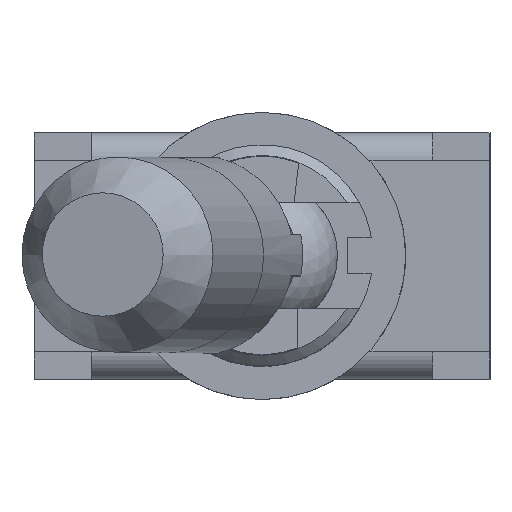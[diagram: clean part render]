
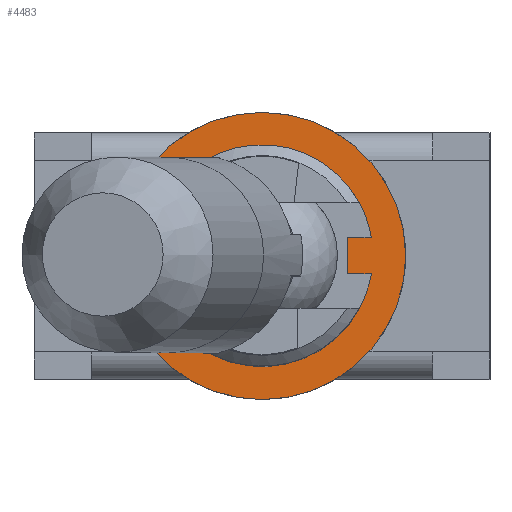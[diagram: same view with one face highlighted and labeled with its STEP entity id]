
A CAD part, top view. The second image highlights one B-rep face of the part: STEP entity #4483.
In plain terms, the highlighted planar face has unit normal (0, 0, 1).
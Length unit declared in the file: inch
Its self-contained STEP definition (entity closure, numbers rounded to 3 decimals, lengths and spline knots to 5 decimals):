
#28=FACE_BOUND('',#732,.T.);
#172=PLANE('',#4877);
#468=FACE_OUTER_BOUND('',#731,.T.);
#731=EDGE_LOOP('',(#3692));
#732=EDGE_LOOP('',(#3693,#3694,#3695,#3696));
#1094=LINE('',#7358,#1578);
#1095=LINE('',#7361,#1579);
#1099=LINE('',#7369,#1583);
#1578=VECTOR('',#5752,0.3937);
#1579=VECTOR('',#5755,0.3937);
#1583=VECTOR('',#5761,0.3937);
#1919=CIRCLE('',#4878,0.15748);
#1920=CIRCLE('',#4879,0.12146);
#2199=VERTEX_POINT('',#7352);
#2201=VERTEX_POINT('',#7356);
#2202=VERTEX_POINT('',#7360);
#2204=VERTEX_POINT('',#7366);
#2206=VERTEX_POINT('',#7372);
#2730=EDGE_CURVE('',#2201,#2199,#1094,.T.);
#2731=EDGE_CURVE('',#2202,#2201,#1095,.T.);
#2735=EDGE_CURVE('',#2204,#2202,#1099,.T.);
#2737=EDGE_CURVE('',#2206,#2206,#1919,.T.);
#2738=EDGE_CURVE('',#2199,#2204,#1920,.T.);
#3692=ORIENTED_EDGE('',*,*,#2737,.T.);
#3693=ORIENTED_EDGE('',*,*,#2738,.F.);
#3694=ORIENTED_EDGE('',*,*,#2730,.F.);
#3695=ORIENTED_EDGE('',*,*,#2731,.F.);
#3696=ORIENTED_EDGE('',*,*,#2735,.F.);
#4483=ADVANCED_FACE('',(#468,#28),#172,.T.);
#4877=AXIS2_PLACEMENT_3D('',#7371,#5763,#5764);
#4878=AXIS2_PLACEMENT_3D('',#7373,#5765,#5766);
#4879=AXIS2_PLACEMENT_3D('',#7374,#5767,#5768);
#5752=DIRECTION('',(1.,0.,0.));
#5755=DIRECTION('',(0.,1.,0.));
#5761=DIRECTION('',(-1.,0.,0.));
#5763=DIRECTION('center_axis',(0.,0.,
1.));
#5764=DIRECTION('ref_axis',(1.,0.,0.));
#5765=DIRECTION('center_axis',(0.,0.,
1.));
#5766=DIRECTION('ref_axis',(1.,0.,0.));
#5767=DIRECTION('center_axis',(0.,0.,
1.));
#5768=DIRECTION('ref_axis',(-0.986,-0.165,0.));
#7352=CARTESIAN_POINT('',(0.11979,0.02008,0.40512));
#7356=CARTESIAN_POINT('',(0.0935,0.02008,0.40512));
#7358=CARTESIAN_POINT('',(0.11447,0.02008,0.40512));
#7360=CARTESIAN_POINT('',(0.0935,-0.02008,0.40512));
#7361=CARTESIAN_POINT('',(0.0935,0.01004,0.40512));
#7366=CARTESIAN_POINT('',(0.11979,-0.02008,0.40512));
#7369=CARTESIAN_POINT('',(0.10049,-0.02008,0.40512));
#7371=CARTESIAN_POINT('Origin',(0.,0.,
0.40512));
#7372=CARTESIAN_POINT('',(-0.15748,0.,0.40512));
#7373=CARTESIAN_POINT('Origin',(0.,0.,
0.40512));
#7374=CARTESIAN_POINT('Origin',(0.,0.,
0.40512));
